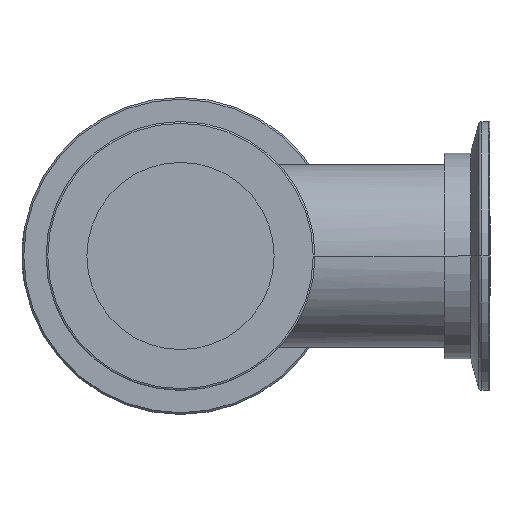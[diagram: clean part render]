
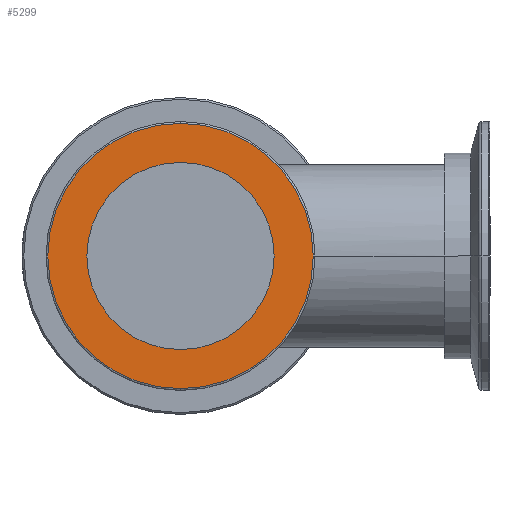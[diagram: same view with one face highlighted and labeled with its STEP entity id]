
A CAD part, front view. The second image highlights one B-rep face of the part: STEP entity #5299.
In plain terms, the highlighted planar face has unit normal (0, -1, 0).
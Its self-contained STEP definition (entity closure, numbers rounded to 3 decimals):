
#510 = VERTEX_POINT ( 'NONE', #6679 ) ;
#540 = ORIENTED_EDGE ( 'NONE', *, *, #2417, .T. ) ;
#592 = CARTESIAN_POINT ( 'NONE',  ( 0., 0., 37. ) ) ;
#825 = DIRECTION ( 'NONE',  ( 0., 0., 1. ) ) ;
#835 = AXIS2_PLACEMENT_3D ( 'NONE', #3745, #4329, #825 ) ;
#976 = EDGE_CURVE ( 'NONE', #3796, #4516, #3059, .T. ) ;
#1258 = AXIS2_PLACEMENT_3D ( 'NONE', #1583, #5656, #2158 ) ;
#1583 = CARTESIAN_POINT ( 'NONE',  ( 0., 0., 0. ) ) ;
#1974 = FACE_BOUND ( 'NONE', #3863, .T. ) ;
#2031 = ORIENTED_EDGE ( 'NONE', *, *, #976, .T. ) ;
#2158 = DIRECTION ( 'NONE',  ( 0., 0., -1. ) ) ;
#2359 = CIRCLE ( 'NONE', #1258, 26.1 ) ;
#2417 = EDGE_CURVE ( 'NONE', #4516, #3796, #6211, .T. ) ;
#2575 = CARTESIAN_POINT ( 'NONE',  ( 0., 0., 0. ) ) ;
#2727 = FACE_OUTER_BOUND ( 'NONE', #2882, .T. ) ;
#2882 = EDGE_LOOP ( 'NONE', ( #2031, #540 ) ) ;
#3059 = CIRCLE ( 'NONE', #3710, 37. ) ;
#3084 = CARTESIAN_POINT ( 'NONE',  ( 0., 0., 0. ) ) ;
#3136 = CARTESIAN_POINT ( 'NONE',  ( 0., 0., 0. ) ) ;
#3163 = DIRECTION ( 'NONE',  ( 0., 0., -1. ) ) ;
#3670 = DIRECTION ( 'NONE',  ( 0., 0., -1. ) ) ;
#3710 = AXIS2_PLACEMENT_3D ( 'NONE', #2575, #6625, #3163 ) ;
#3715 = DIRECTION ( 'NONE',  ( 0., 0., -1. ) ) ;
#3745 = CARTESIAN_POINT ( 'NONE',  ( 0., 0., 0. ) ) ;
#3796 = VERTEX_POINT ( 'NONE', #6041 ) ;
#3863 = EDGE_LOOP ( 'NONE', ( #4627, #5207 ) ) ;
#4329 = DIRECTION ( 'NONE',  ( 0., 1., 0. ) ) ;
#4456 = AXIS2_PLACEMENT_3D ( 'NONE', #3084, #7143, #3670 ) ;
#4516 = VERTEX_POINT ( 'NONE', #592 ) ;
#4627 = ORIENTED_EDGE ( 'NONE', *, *, #6943, .F. ) ;
#5207 = ORIENTED_EDGE ( 'NONE', *, *, #6988, .F. ) ;
#5299 = ADVANCED_FACE ( 'NONE', ( #1974, #2727 ), #7209, .F. ) ;
#5656 = DIRECTION ( 'NONE',  ( 0., -1., 0. ) ) ;
#6041 = CARTESIAN_POINT ( 'NONE',  ( 0., 0., -37. ) ) ;
#6152 = CARTESIAN_POINT ( 'NONE',  ( 0., 0., 26.1 ) ) ;
#6211 = CIRCLE ( 'NONE', #4456, 37. ) ;
#6463 = AXIS2_PLACEMENT_3D ( 'NONE', #3136, #7193, #3715 ) ;
#6625 = DIRECTION ( 'NONE',  ( 0., -1., 0. ) ) ;
#6679 = CARTESIAN_POINT ( 'NONE',  ( 0., 0., -26.1 ) ) ;
#6943 = EDGE_CURVE ( 'NONE', #510, #7412, #7171, .T. ) ;
#6988 = EDGE_CURVE ( 'NONE', #7412, #510, #2359, .T. ) ;
#7143 = DIRECTION ( 'NONE',  ( 0., -1., 0. ) ) ;
#7171 = CIRCLE ( 'NONE', #6463, 26.1 ) ;
#7193 = DIRECTION ( 'NONE',  ( 0., -1., 0. ) ) ;
#7209 = PLANE ( 'NONE',  #835 ) ;
#7412 = VERTEX_POINT ( 'NONE', #6152 ) ;
